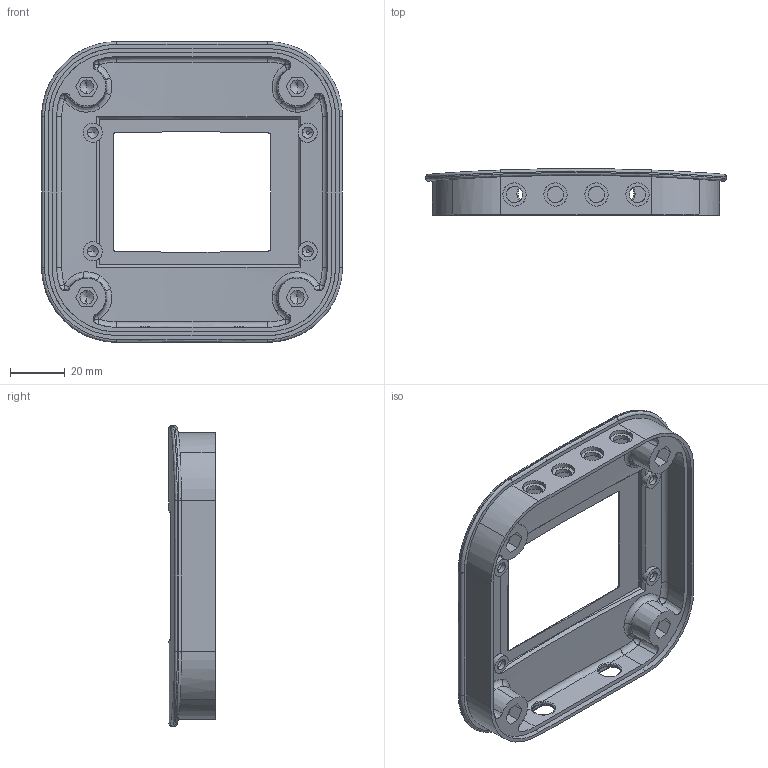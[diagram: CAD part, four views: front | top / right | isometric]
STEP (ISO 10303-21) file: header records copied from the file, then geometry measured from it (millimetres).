
FILE_DESCRIPTION(('CATIA V5 STEP Exchange'),'2;1');
FILE_NAME('Deckel_Anschluss_links_rechts.stp','2015-12-28T23:52:07+00:00',('none'),('none'),'CATIA Version 5 Release 19 SP 9 (IN-10)','CATIA V5 STEP AP203','none');
FILE_SCHEMA(('CONFIG_CONTROL_DESIGN'));
Length unit declared in the file: millimetre
Products named in the file (1): Deckel_oben
Bounding box: 110 x 17 x 110 mm (x, y, z)
Volume: 45093.6 mm3; surface area: 29845.5 mm2
Topology: 1 solids, 1 shells, 311 faces, 805 edges, 502 vertices
Faces by surface type: plane 87, bspline 83, cylinder 73, cone 26, sphere 16, torus 13, extrusion 13
Entity records: 18497 total; most frequent: CARTESIAN_POINT 12148, ORIENTED_EDGE 1586, DIRECTION 821, EDGE_CURVE 793, VERTEX_POINT 502, EDGE_LOOP 343, AXIS2_PLACEMENT_3D 330, ADVANCED_FACE 311
